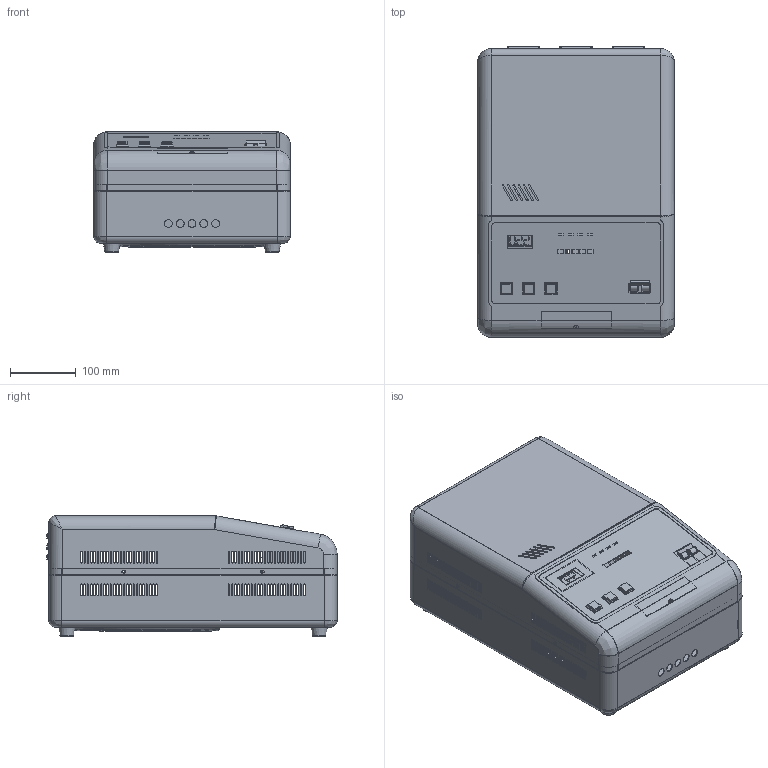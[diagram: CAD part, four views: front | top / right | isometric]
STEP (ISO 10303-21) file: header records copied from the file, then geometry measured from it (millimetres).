
FILE_DESCRIPTION(/* description */ (''),/* implementation_level */ '2;1');
FILE_NAME(/* name */ 'SVC-B10KVA三维图-202508.stp',/* time_stamp */ '2025-08-20T15:44:49+08:00',/* author */ (''),/* organization */ (''),/* preprocessor_version */ 'ST-DEVELOPER v20',/* originating_system */ 'SIEMENS PLM Software NX2312.1700',/* authorisation */ '');
FILE_SCHEMA (('AUTOMOTIVE_DESIGN { 1 0 10303 214 3 1 1 1 }'));
Products named in the file (9): SVC2P断路器75459; 8530表架42122; SVC-B10K盖子; 按钮绿色20540; SVC-B10K底座、; 按钮58188; 按钮红83041; TND-2K橡皮脚（13.6mm); SVC-B10KVA三维图-202507_step
Assembly tree (11 placements, depth 2):
  SVC-B10KVA三维图-202507_step
    TND-2K橡皮脚（13.6mm)  x4
    按钮红83041
    按钮58188
    SVC-B10K底座、
    按钮绿色20540
    SVC-B10K盖子
    8530表架42122
    SVC2P断路器75459
Bounding box: 300 x 443 x 183.6 mm (x, y, z)
Volume: 706305.2 mm3; surface area: 1030850 mm2
Topology: 13 solids, 17 shells, 2944 faces, 7853 edges, 5028 vertices
Faces by surface type: plane 1316, cylinder 1146, torus 316, bspline 142, cone 12, sphere 12
Full cylindrical faces by diameter (mm): 3.5 x4, 7.97 x4
Entity records: 97243 total; most frequent: CARTESIAN_POINT 20001, DIRECTION 16001, ORIENTED_EDGE 15546, EDGE_CURVE 7773, AXIS2_PLACEMENT_3D 5711, VERTEX_POINT 4988, LINE 4579, VECTOR 4579
